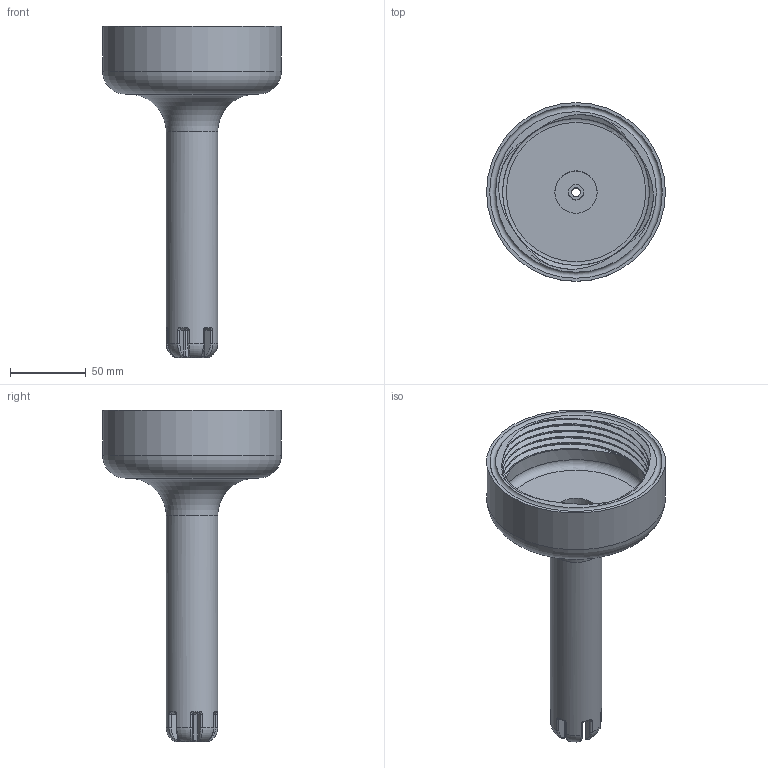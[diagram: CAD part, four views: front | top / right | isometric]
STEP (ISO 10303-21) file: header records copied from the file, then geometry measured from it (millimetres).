
FILE_DESCRIPTION(/* description */ ('STEP AP242','CAx-IF Rec.Pracs.---Representation and Presentation of Product Manufacturing Information (PMI)---4.0---2014-10-13','CAx-IF Rec.Pracs.---3D Tessellated Geometry---0.4---2014-09-14','2;1'),/* implementation_level */ '2;1');
FILE_NAME(/* name */ '66a633c7841560686c4dbed3',/* time_stamp */ '2024-07-28T12:04:24Z',/* author */ (''),/* organization */ (''),/* preprocessor_version */ 'ST-DEVELOPER v20',/* originating_system */ ' ',/* authorisation */ ' ');
FILE_SCHEMA (('AP242_MANAGED_MODEL_BASED_3D_ENGINEERING_MIM_LF { 1 0 10303 442 1 1 4 }'));
Length unit declared in the file: metre
Products named in the file (1): Part 1
Bounding box: 118 x 118 x 218.78 mm (x, y, z)
Volume: 233968.1 mm3; surface area: 94216 mm2
Topology: 1 solids, 1 shells, 168 faces, 396 edges, 223 vertices
Faces by surface type: cylinder 52, torus 41, bspline 36, plane 27, sphere 12
Full cylindrical faces by diameter (mm): 6 x1, 10 x1, 28 x1, 34 x1, 102 x1, 118 x1
Entity records: 9946 total; most frequent: CARTESIAN_POINT 6411, ORIENTED_EDGE 740, DIRECTION 726, EDGE_CURVE 370, AXIS2_PLACEMENT_3D 327, VERTEX_POINT 220, CIRCLE 194, EDGE_LOOP 186
